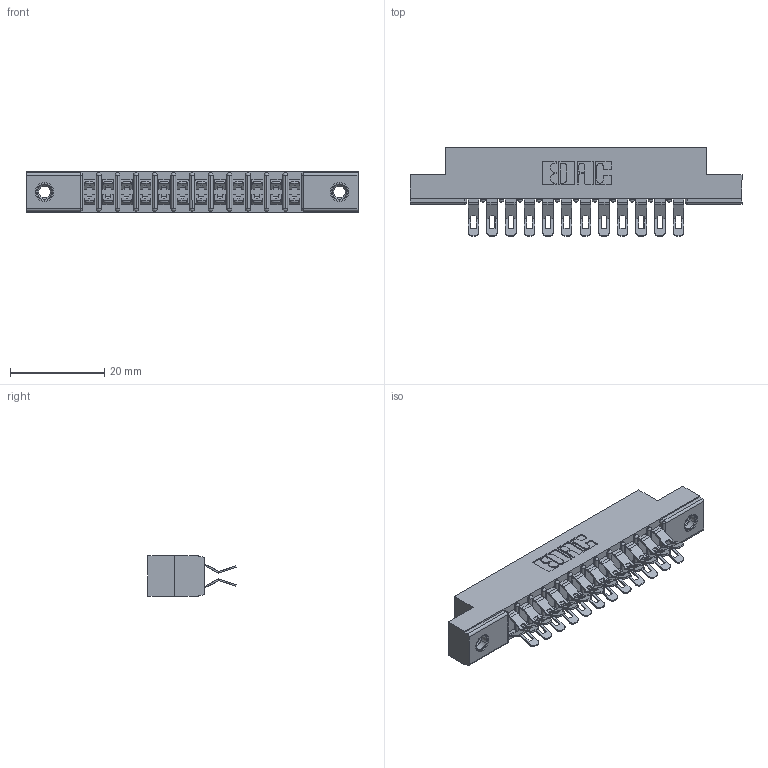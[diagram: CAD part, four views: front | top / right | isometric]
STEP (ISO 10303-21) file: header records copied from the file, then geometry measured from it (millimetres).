
FILE_DESCRIPTION (( 'STEP AP203' ), '1' );
FILE_NAME ('307-024-455-207.STEP', '2020-09-29T05:15:21', ( '' ), ( '' ), 'SwSTEP 2.0', 'SolidWorks 2020', '' );
FILE_SCHEMA (( 'CONFIG_CONTROL_DESIGN' ));
Length unit declared in the file: inch
Products named in the file (4): 307 Part_.156 Dia Mounting Holes; 345-250-001_345-250-005-103; 307-024-455-207; 307-290-001_555
Assembly tree (27 placements, depth 2):
  307-024-455-207
    307 Part_.156 Dia Mounting Holes
    307-290-001_555  x24
    345-250-001_345-250-005-103  x2
Bounding box: 70.56 x 18.75 x 8.71 mm (x, y, z)
Volume: 4674.6 mm3; surface area: 8168 mm2
Topology: 27 solids, 27 shells, 1655 faces, 4803 edges, 3126 vertices
Faces by surface type: plane 918, cylinder 695, sphere 26, cone 12, torus 4
Entity records: 16092 total; most frequent: CARTESIAN_POINT 2631, DIRECTION 2606, ORIENTED_EDGE 2600, EDGE_CURVE 1300, VECTOR 972, LINE 972, VERTEX_POINT 842, AXIS2_PLACEMENT_3D 817
